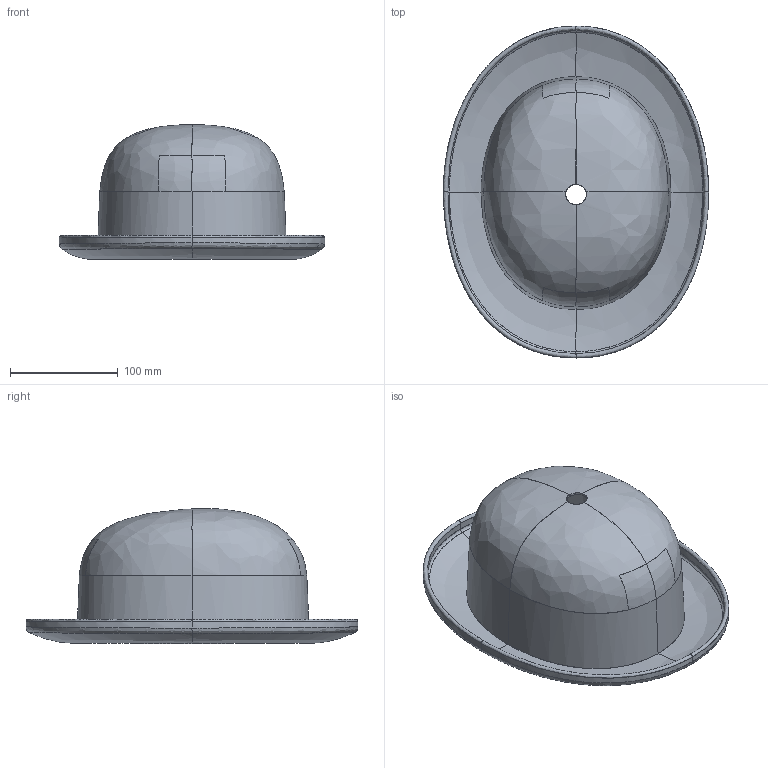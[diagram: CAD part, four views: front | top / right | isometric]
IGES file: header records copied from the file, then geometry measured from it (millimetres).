
Start section:  PTC IGES file: J&W_Table_Lamp.igs
Global section: file name: 51HInnermost_Jeeves_Pendant.igs; native system: Rhinoceros ( Dec 15 2008 ); preprocessor: Trout Lake IGES 012 Dec 15 2008; date: 110713.100101; units: millimetre
Bounding box: 246 x 308 x 125.27 mm (x, y, z)
Surface area: 249285.5 mm2 (no closed solid volume)
Topology: 0 solids, 0 shells, 58 faces, 11682 edges, 11696 vertices
Faces by surface type: bspline 58
